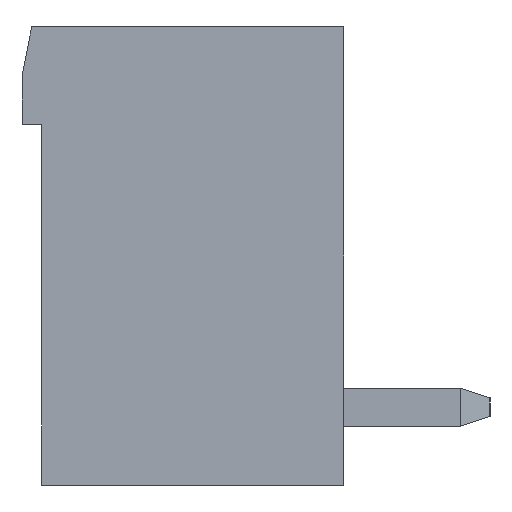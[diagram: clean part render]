
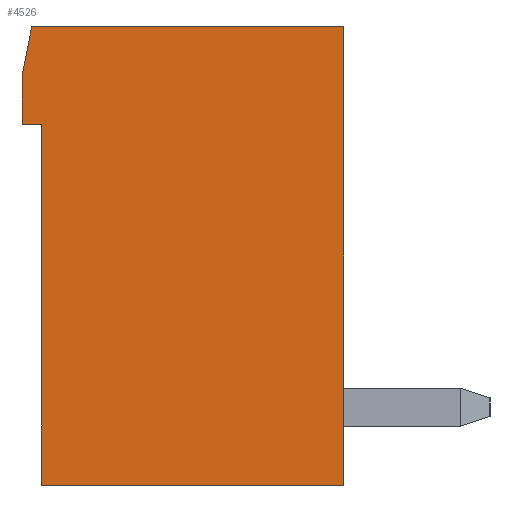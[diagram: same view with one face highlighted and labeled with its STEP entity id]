
A CAD part, left-side view. The second image highlights one B-rep face of the part: STEP entity #4526.
In plain terms, the highlighted planar face has unit normal (-1, 0, 0).
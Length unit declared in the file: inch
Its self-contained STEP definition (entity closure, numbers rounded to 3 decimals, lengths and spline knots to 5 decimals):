
#1=DIRECTION('',(0.,0.,-1.));
#2=VECTOR('',#1,0.47);
#3=CARTESIAN_POINT('',(-0.63,0.,0.));
#4=LINE('',#3,#2);
#5=DIRECTION('',(0.,1.,0.));
#6=VECTOR('',#5,0.31);
#7=CARTESIAN_POINT('',(-0.63,0.,-0.47));
#8=LINE('',#7,#6);
#9=DIRECTION('',(0.,0.,1.));
#10=VECTOR('',#9,0.37);
#11=CARTESIAN_POINT('',(-0.63,0.31,-0.47));
#12=LINE('',#11,#10);
#13=DIRECTION('',(0.,1.,0.));
#14=VECTOR('',#13,0.02);
#15=CARTESIAN_POINT('',(-0.63,0.31,-0.1));
#16=LINE('',#15,#14);
#17=DIRECTION('',(0.,0.,1.));
#18=VECTOR('',#17,0.05);
#19=CARTESIAN_POINT('',(-0.63,0.33,-0.1));
#20=LINE('',#19,#18);
#21=DIRECTION('',(0.,-0.196,0.981));
#22=VECTOR('',#21,0.05099);
#23=CARTESIAN_POINT('',(-0.63,0.33,-0.05));
#24=LINE('',#23,#22);
#25=DIRECTION('',(0.,-1.,0.));
#26=VECTOR('',#25,0.32);
#27=CARTESIAN_POINT('',(-0.63,0.32,0.));
#28=LINE('',#27,#26);
#3471=CARTESIAN_POINT('',(-0.63,0.,0.));
#3472=CARTESIAN_POINT('',(-0.63,0.,-0.47));
#3473=VERTEX_POINT('',#3471);
#3474=VERTEX_POINT('',#3472);
#3475=CARTESIAN_POINT('',(-0.63,0.31,-0.47));
#3476=VERTEX_POINT('',#3475);
#3477=CARTESIAN_POINT('',(-0.63,0.31,-0.1));
#3478=VERTEX_POINT('',#3477);
#3479=CARTESIAN_POINT('',(-0.63,0.33,-0.1));
#3480=VERTEX_POINT('',#3479);
#3481=CARTESIAN_POINT('',(-0.63,0.33,-0.05));
#3482=VERTEX_POINT('',#3481);
#3483=CARTESIAN_POINT('',(-0.63,0.32,0.));
#3484=VERTEX_POINT('',#3483);
#4505=CARTESIAN_POINT('',(-0.63,0.,0.));
#4506=DIRECTION('',(1.,0.,0.));
#4507=DIRECTION('',(0.,0.,-1.));
#4508=AXIS2_PLACEMENT_3D('',#4505,#4506,#4507);
#4509=PLANE('',#4508);
#4511=ORIENTED_EDGE('',*,*,#4510,.T.);
#4513=ORIENTED_EDGE('',*,*,#4512,.T.);
#4515=ORIENTED_EDGE('',*,*,#4514,.T.);
#4517=ORIENTED_EDGE('',*,*,#4516,.T.);
#4519=ORIENTED_EDGE('',*,*,#4518,.T.);
#4521=ORIENTED_EDGE('',*,*,#4520,.T.);
#4523=ORIENTED_EDGE('',*,*,#4522,.T.);
#4524=EDGE_LOOP('',(#4511,#4513,#4515,#4517,#4519,#4521,#4523));
#4525=FACE_OUTER_BOUND('',#4524,.F.);
#4526=ADVANCED_FACE('',(#4525),#4509,.F.);
#4510=EDGE_CURVE('',#3473,#3474,#4,.T.);
#4512=EDGE_CURVE('',#3474,#3476,#8,.T.);
#4514=EDGE_CURVE('',#3476,#3478,#12,.T.);
#4516=EDGE_CURVE('',#3478,#3480,#16,.T.);
#4518=EDGE_CURVE('',#3480,#3482,#20,.T.);
#4520=EDGE_CURVE('',#3482,#3484,#24,.T.);
#4522=EDGE_CURVE('',#3484,#3473,#28,.T.);
